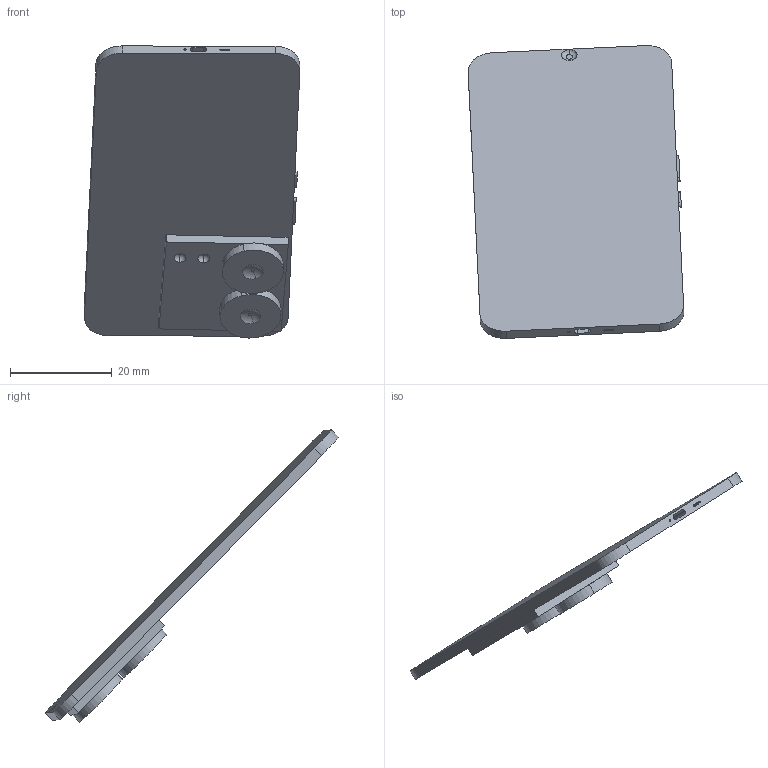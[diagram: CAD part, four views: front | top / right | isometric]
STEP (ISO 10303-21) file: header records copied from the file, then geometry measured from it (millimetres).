
FILE_DESCRIPTION (( 'STEP AP203' ), '1' );
FILE_NAME ('軜腦鼛.STEP', '2025-01-16T11:07:52', ( '' ), ( '' ), 'SwSTEP 2.0', 'SolidWorks 2024', '' );
FILE_SCHEMA (( 'CONFIG_CONTROL_DESIGN' ));
Length unit declared in the file: millimetre
Products named in the file (6): 邹福鑫; 园; 零件4; 1; 零件1; 2
Assembly tree (6 placements, depth 2):
  邹福鑫
    零件4
    园  x2
    零件1
    2
    1
Bounding box: 42.35 x 57.56 x 57.34 mm (x, y, z)
Volume: 7771.5 mm3; surface area: 8713.5 mm2
Topology: 6 solids, 6 shells, 72 faces, 147 edges, 98 vertices
Faces by surface type: plane 37, cylinder 25, torus 10
Entity records: 2423 total; most frequent: DIRECTION 353, CARTESIAN_POINT 299, ORIENTED_EDGE 270, AXIS2_PLACEMENT_3D 144, EDGE_CURVE 135, VERTEX_POINT 90, EDGE_LOOP 75, CIRCLE 70
